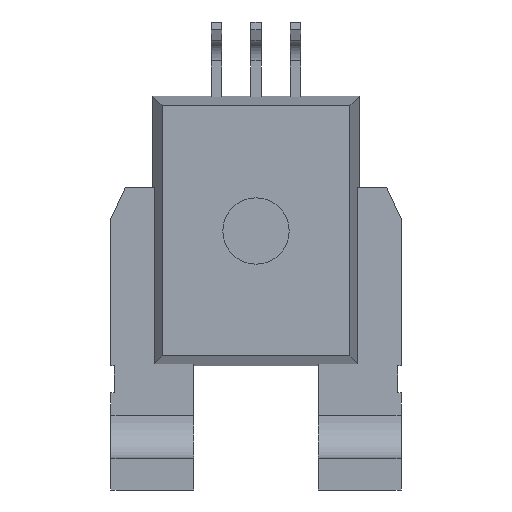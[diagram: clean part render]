
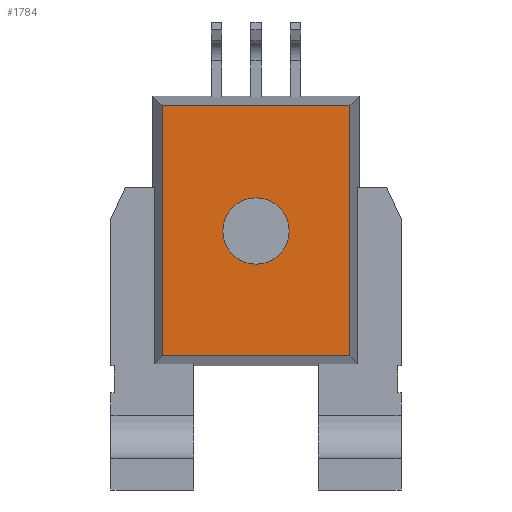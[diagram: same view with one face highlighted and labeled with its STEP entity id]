
A CAD part, front view. The second image highlights one B-rep face of the part: STEP entity #1784.
In plain terms, the highlighted planar face has unit normal (0, -1, 0).
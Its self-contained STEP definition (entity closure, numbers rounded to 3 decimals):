
#23 = CARTESIAN_POINT ( 'NONE',  ( 0., 0., 0. ) ) ;
#29 = FACE_BOUND ( 'NONE', #218, .T. ) ;
#90 = CARTESIAN_POINT ( 'NONE',  ( 6.033, 0., -4.533 ) ) ;
#98 = DIRECTION ( 'NONE',  ( 0., 0., -1. ) ) ;
#115 = EDGE_CURVE ( 'NONE', #307, #1947, #389, .T. ) ;
#218 = EDGE_LOOP ( 'NONE', ( #2225, #2082 ) ) ;
#279 = DIRECTION ( 'NONE',  ( 0., 0., -1. ) ) ;
#307 = VERTEX_POINT ( 'NONE', #90 ) ;
#338 = DIRECTION ( 'NONE',  ( 0., -1., 0. ) ) ;
#389 = LINE ( 'NONE', #2404, #1394 ) ;
#473 = EDGE_CURVE ( 'NONE', #1071, #689, #2267, .T. ) ;
#476 = CARTESIAN_POINT ( 'NONE',  ( 6.033, 0., 4.533 ) ) ;
#512 = VECTOR ( 'NONE', #279, 1000. ) ;
#575 = LINE ( 'NONE', #2321, #512 ) ;
#576 = EDGE_CURVE ( 'NONE', #934, #2255, #575, .T. ) ;
#606 = CARTESIAN_POINT ( 'NONE',  ( 0., 0., 0. ) ) ;
#661 = VECTOR ( 'NONE', #1106, 1000. ) ;
#689 = VERTEX_POINT ( 'NONE', #1878 ) ;
#748 = CARTESIAN_POINT ( 'NONE',  ( 0., 0., 0. ) ) ;
#758 = EDGE_CURVE ( 'NONE', #1947, #934, #1551, .T. ) ;
#895 = LINE ( 'NONE', #2463, #910 ) ;
#904 = CARTESIAN_POINT ( 'NONE',  ( -6.5, 0., 4.533 ) ) ;
#910 = VECTOR ( 'NONE', #1146, 1000. ) ;
#934 = VERTEX_POINT ( 'NONE', #2761 ) ;
#1071 = VERTEX_POINT ( 'NONE', #1888 ) ;
#1082 = ORIENTED_EDGE ( 'NONE', *, *, #1596, .T. ) ;
#1106 = DIRECTION ( 'NONE',  ( -1., 0., 0. ) ) ;
#1146 = DIRECTION ( 'NONE',  ( 1., 0., 0. ) ) ;
#1296 = DIRECTION ( 'NONE',  ( 0., -1., 0. ) ) ;
#1326 = ORIENTED_EDGE ( 'NONE', *, *, #576, .T. ) ;
#1394 = VECTOR ( 'NONE', #2106, 1000. ) ;
#1538 = EDGE_CURVE ( 'NONE', #689, #1071, #2773, .T. ) ;
#1551 = LINE ( 'NONE', #904, #661 ) ;
#1568 = PLANE ( 'NONE',  #2702 ) ;
#1596 = EDGE_CURVE ( 'NONE', #2255, #307, #895, .T. ) ;
#1784 = ADVANCED_FACE ( 'NONE', ( #29, #1925 ), #1568, .T. ) ;
#1831 = CARTESIAN_POINT ( 'NONE',  ( -6.033, 0., -4.533 ) ) ;
#1838 = AXIS2_PLACEMENT_3D ( 'NONE', #606, #1296, #2140 ) ;
#1878 = CARTESIAN_POINT ( 'NONE',  ( 0., 0., -1.6 ) ) ;
#1888 = CARTESIAN_POINT ( 'NONE',  ( 0., 0., 1.6 ) ) ;
#1925 = FACE_OUTER_BOUND ( 'NONE', #2194, .T. ) ;
#1947 = VERTEX_POINT ( 'NONE', #476 ) ;
#1988 = ORIENTED_EDGE ( 'NONE', *, *, #115, .T. ) ;
#2082 = ORIENTED_EDGE ( 'NONE', *, *, #473, .F. ) ;
#2106 = DIRECTION ( 'NONE',  ( 0., 0., 1. ) ) ;
#2140 = DIRECTION ( 'NONE',  ( 0., 0., -1. ) ) ;
#2194 = EDGE_LOOP ( 'NONE', ( #1326, #1082, #1988, #2269 ) ) ;
#2225 = ORIENTED_EDGE ( 'NONE', *, *, #1538, .F. ) ;
#2255 = VERTEX_POINT ( 'NONE', #1831 ) ;
#2267 = CIRCLE ( 'NONE', #1838, 1.6 ) ;
#2269 = ORIENTED_EDGE ( 'NONE', *, *, #758, .T. ) ;
#2321 = CARTESIAN_POINT ( 'NONE',  ( -6.033, 0., -5. ) ) ;
#2342 = DIRECTION ( 'NONE',  ( 0., -1., 0. ) ) ;
#2404 = CARTESIAN_POINT ( 'NONE',  ( 6.033, 0., 5. ) ) ;
#2463 = CARTESIAN_POINT ( 'NONE',  ( 6.5, 0., -4.533 ) ) ;
#2670 = AXIS2_PLACEMENT_3D ( 'NONE', #748, #2342, #2706 ) ;
#2702 = AXIS2_PLACEMENT_3D ( 'NONE', #23, #338, #98 ) ;
#2706 = DIRECTION ( 'NONE',  ( 0., 0., -1. ) ) ;
#2761 = CARTESIAN_POINT ( 'NONE',  ( -6.033, 0., 4.533 ) ) ;
#2773 = CIRCLE ( 'NONE', #2670, 1.6 ) ;
